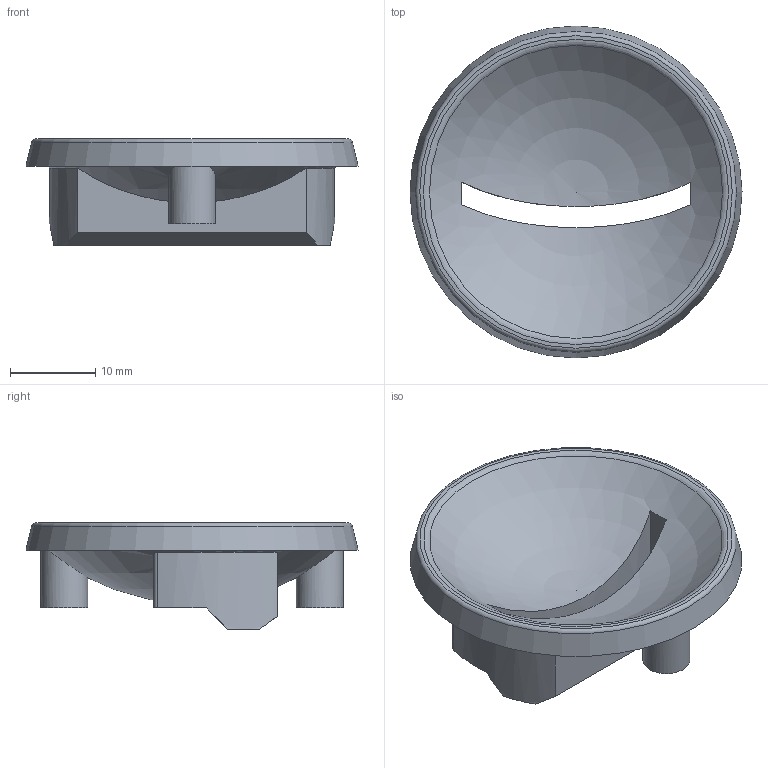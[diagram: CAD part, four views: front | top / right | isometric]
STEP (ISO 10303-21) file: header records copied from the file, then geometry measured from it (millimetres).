
FILE_DESCRIPTION(/* description */ (''),/* implementation_level */ '2;1');
FILE_NAME(/* name */ 'coin inlet yoko type.stp',/* time_stamp */ '2020-02-27T13:54:54+09:00',/* author */ ('iijima'),/* organization */ (''),/* preprocessor_version */ 'ST-DEVELOPER v16.13',/* originating_system */ 'Autodesk Inventor 2018',/* authorisation */ '');
FILE_SCHEMA (('AUTOMOTIVE_DESIGN { 1 0 10303 214 3 1 1 }'));
Length unit declared in the file: millimetre
Products named in the file (1): coin inlet yoko type
Bounding box: 39 x 39 x 12.5 mm (x, y, z)
Volume: 3936.3 mm3; surface area: 3802 mm2
Topology: 1 solids, 1 shells, 34 faces, 94 edges, 61 vertices
Faces by surface type: plane 14, cylinder 9, sphere 5, cone 3, torus 2, bspline 1
Full cylindrical faces by diameter (mm): 2.5 x2, 5.5 x2
Entity records: 1022 total; most frequent: CARTESIAN_POINT 251, DIRECTION 162, ORIENTED_EDGE 132, AXIS2_PLACEMENT_3D 69, EDGE_CURVE 66, EDGE_LOOP 48, VERTEX_POINT 48, FACE_OUTER_BOUND 33
